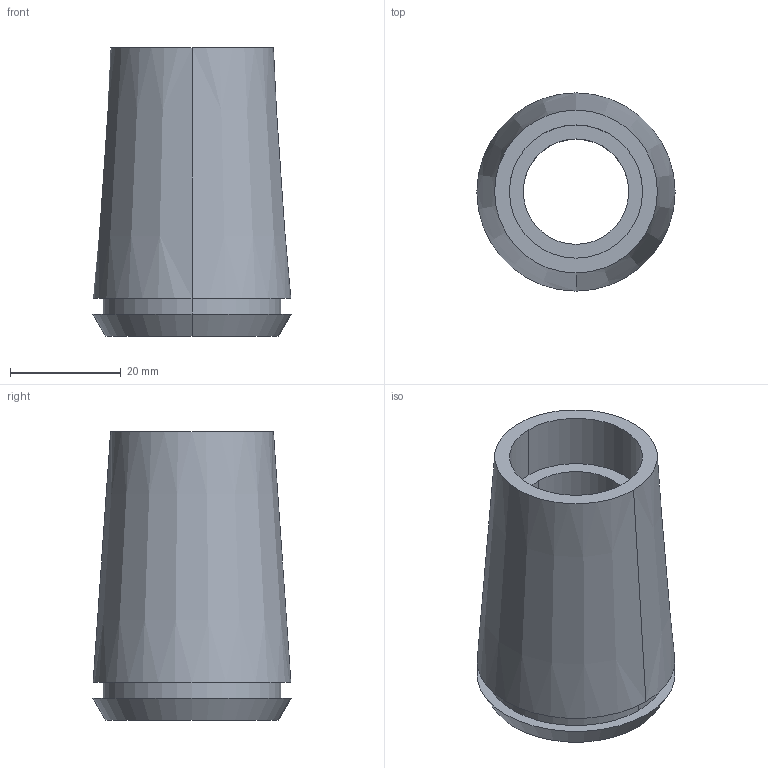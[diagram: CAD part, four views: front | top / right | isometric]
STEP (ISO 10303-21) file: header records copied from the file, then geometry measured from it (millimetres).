
FILE_DESCRIPTION((''),'2;1');
FILE_NAME('FONBC25-19AA','2020-07-16T',('ykawabe'),(''),'CREO PARAMETRIC BY PTC INC, 2016380','CREO PARAMETRIC BY PTC INC, 2016380','');
FILE_SCHEMA(('AUTOMOTIVE_DESIGN { 1 0 10303 214 1 1 1 1 }'));
Length unit declared in the file: millimetre
Products named in the file (1): FONBC25-19AA
Bounding box: 35.72 x 35.72 x 52 mm (x, y, z)
Volume: 26929.1 mm3; surface area: 9912.6 mm2
Topology: 1 solids, 1 shells, 15 faces, 30 edges, 20 vertices
Faces by surface type: cylinder 6, plane 5, cone 4
Entity records: 725 total; most frequent: DIRECTION 90, CARTESIAN_POINT 72, ORIENTED_EDGE 60, AXIS2_PLACEMENT_3D 40, PRESENTATION_STYLE_ASSIGNMENT 35, STYLED_ITEM 35, CURVE_STYLE 34, PROPERTY_DEFINITION 31
